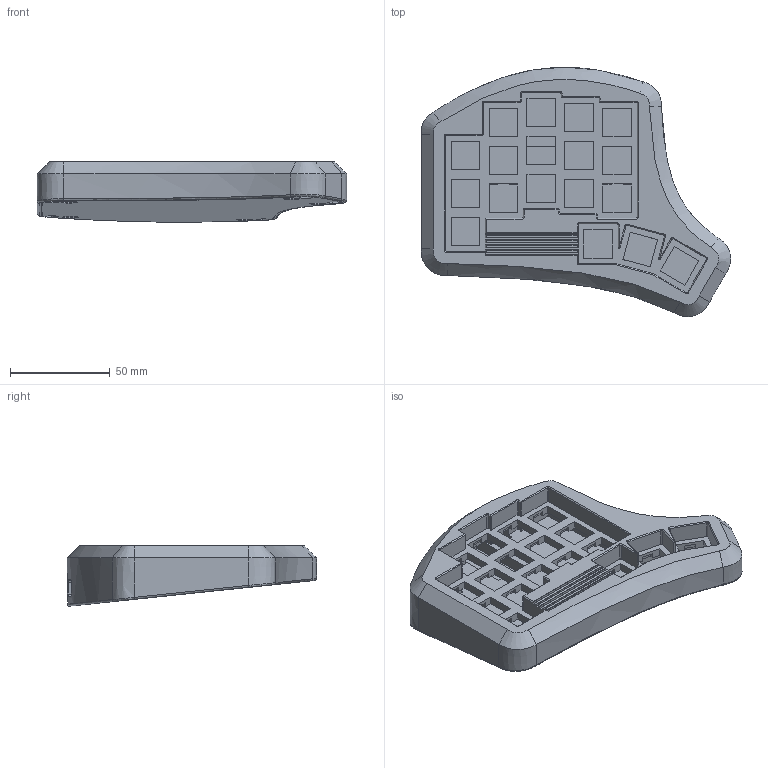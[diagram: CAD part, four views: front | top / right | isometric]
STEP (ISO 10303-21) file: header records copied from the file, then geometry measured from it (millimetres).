
FILE_DESCRIPTION(/* description */ (''),/* implementation_level */ '2;1');
FILE_NAME(/* name */ 'akufu36--1.5 v117.step',/* time_stamp */ '2020-09-11T16:31:12+09:00',/* author */ (''),/* organization */ (''),/* preprocessor_version */ 'ST-DEVELOPER v18.1',/* originating_system */ 'Autodesk Translation Framework v9.3.0.1241',/* authorisation */ '');
FILE_SCHEMA (('AUTOMOTIVE_DESIGN { 1 0 10303 214 3 1 1 }'));
Length unit declared in the file: millimetre
Products named in the file (3): akufu36--1.5; case; switch-plate
Assembly tree (2 placements, depth 2):
  akufu36--1.5
    case
    switch-plate
Bounding box: 155.31 x 125.1 x 30.29 mm (x, y, z)
Volume: 195383.9 mm3; surface area: 85461.5 mm2
Topology: 3 solids, 3 shells, 743 faces, 2100 edges, 1362 vertices
Faces by surface type: plane 484, cylinder 178, bspline 49, cone 32
Full cylindrical faces by diameter (mm): 3.2 x5, 5.35 x5, 6.2 x1, 8.1 x5, 9.7 x1
Entity records: 26867 total; most frequent: CARTESIAN_POINT 7592, ORIENTED_EDGE 4176, DIRECTION 3719, EDGE_CURVE 2088, LINE 1565, VECTOR 1565, VERTEX_POINT 1362, AXIS2_PLACEMENT_3D 1077
